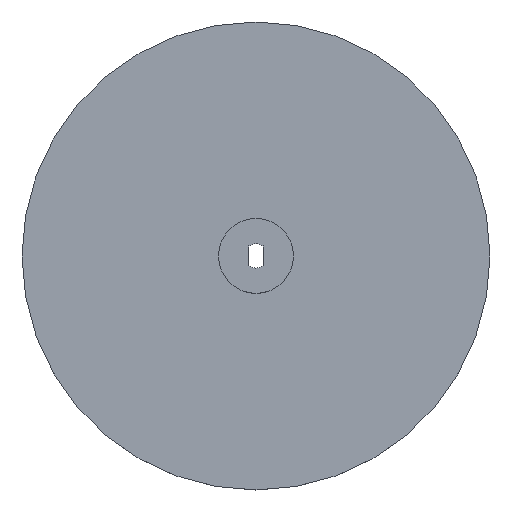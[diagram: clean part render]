
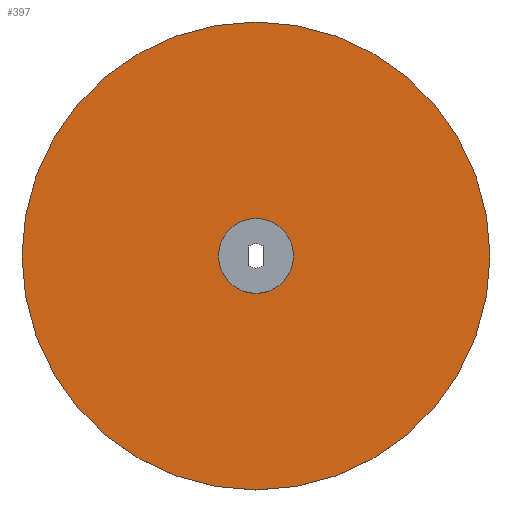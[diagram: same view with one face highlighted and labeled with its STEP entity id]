
A CAD part, top view. The second image highlights one B-rep face of the part: STEP entity #397.
In plain terms, the highlighted planar face has unit normal (0, 0, 1).
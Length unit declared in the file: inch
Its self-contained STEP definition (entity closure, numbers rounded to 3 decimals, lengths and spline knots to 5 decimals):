
#90 = VERTEX_POINT ( 'NONE', #688 ) ;
#116 = EDGE_CURVE ( 'NONE', #1191, #162, #160, .T. ) ;
#120 = AXIS2_PLACEMENT_3D ( 'NONE', #346, #705, #1455 ) ;
#160 = CIRCLE ( 'NONE', #664, 0.315 ) ;
#162 = VERTEX_POINT ( 'NONE', #325 ) ;
#213 = VERTEX_POINT ( 'NONE', #909 ) ;
#236 = CARTESIAN_POINT ( 'NONE',  ( 0., 0., 0. ) ) ;
#269 = EDGE_CURVE ( 'NONE', #213, #90, #1186, .T. ) ;
#314 = DIRECTION ( 'NONE',  ( 0., 0., 1. ) ) ;
#325 = CARTESIAN_POINT ( 'NONE',  ( -0.315, 0., 0. ) ) ;
#346 = CARTESIAN_POINT ( 'NONE',  ( 0., 0., 0. ) ) ;
#379 = PLANE ( 'NONE',  #465 ) ;
#397 = ADVANCED_FACE ( 'NONE', ( #625, #1354 ), #379, .T. ) ;
#460 = ORIENTED_EDGE ( 'NONE', *, *, #116, .F. ) ;
#465 = AXIS2_PLACEMENT_3D ( 'NONE', #1110, #757, #1361 ) ;
#519 = AXIS2_PLACEMENT_3D ( 'NONE', #236, #1423, #1572 ) ;
#625 = FACE_BOUND ( 'NONE', #868, .T. ) ;
#640 = ORIENTED_EDGE ( 'NONE', *, *, #663, .T. ) ;
#643 = AXIS2_PLACEMENT_3D ( 'NONE', #850, #959, #1563 ) ;
#663 = EDGE_CURVE ( 'NONE', #90, #213, #730, .T. ) ;
#664 = AXIS2_PLACEMENT_3D ( 'NONE', #1547, #314, #675 ) ;
#675 = DIRECTION ( 'NONE',  ( 1., 0., 0. ) ) ;
#688 = CARTESIAN_POINT ( 'NONE',  ( -1.9685, 0., 0. ) ) ;
#705 = DIRECTION ( 'NONE',  ( 0., 0., 1. ) ) ;
#730 = CIRCLE ( 'NONE', #519, 1.9685 ) ;
#734 = CIRCLE ( 'NONE', #120, 0.315 ) ;
#742 = EDGE_CURVE ( 'NONE', #162, #1191, #734, .T. ) ;
#757 = DIRECTION ( 'NONE',  ( 0., 0., 1. ) ) ;
#850 = CARTESIAN_POINT ( 'NONE',  ( 0., 0., 0. ) ) ;
#868 = EDGE_LOOP ( 'NONE', ( #1000, #460 ) ) ;
#869 = CARTESIAN_POINT ( 'NONE',  ( 0.315, 0., 0. ) ) ;
#909 = CARTESIAN_POINT ( 'NONE',  ( 1.9685, 0., 0. ) ) ;
#959 = DIRECTION ( 'NONE',  ( 0., 0., 1. ) ) ;
#1000 = ORIENTED_EDGE ( 'NONE', *, *, #742, .F. ) ;
#1012 = EDGE_LOOP ( 'NONE', ( #1184, #640 ) ) ;
#1110 = CARTESIAN_POINT ( 'NONE',  ( 0., 0., 0. ) ) ;
#1184 = ORIENTED_EDGE ( 'NONE', *, *, #269, .T. ) ;
#1186 = CIRCLE ( 'NONE', #643, 1.9685 ) ;
#1191 = VERTEX_POINT ( 'NONE', #869 ) ;
#1354 = FACE_OUTER_BOUND ( 'NONE', #1012, .T. ) ;
#1361 = DIRECTION ( 'NONE',  ( 1., 0., 0. ) ) ;
#1423 = DIRECTION ( 'NONE',  ( 0., 0., 1. ) ) ;
#1455 = DIRECTION ( 'NONE',  ( 1., 0., 0. ) ) ;
#1547 = CARTESIAN_POINT ( 'NONE',  ( 0., 0., 0. ) ) ;
#1563 = DIRECTION ( 'NONE',  ( 1., 0., 0. ) ) ;
#1572 = DIRECTION ( 'NONE',  ( 1., 0., 0. ) ) ;
